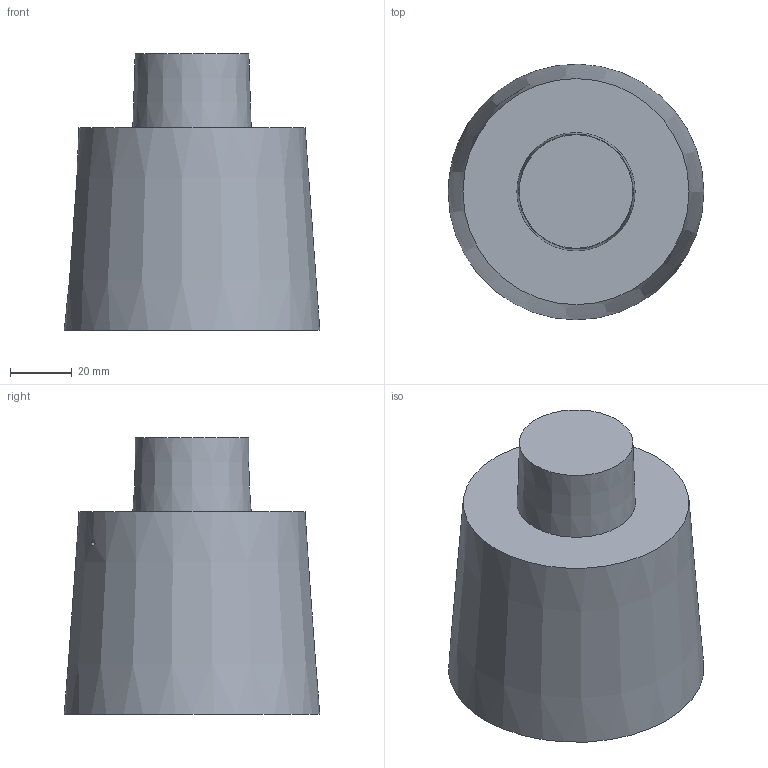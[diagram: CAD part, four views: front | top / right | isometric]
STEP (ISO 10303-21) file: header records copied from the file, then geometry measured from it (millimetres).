
FILE_DESCRIPTION(('Open CASCADE Model'),'2;1');
FILE_NAME('Open CASCADE Shape Model','2025-07-01T18:58:32',('Author'),( 'Open CASCADE'),'Open CASCADE STEP processor 7.5','Open CASCADE 7.5' ,'Unknown');
FILE_SCHEMA(('CONFIG_CONTROL_DESIGN'));
Length unit declared in the file: millimetre
Products named in the file (1): Open CASCADE STEP translator 7.5 29
Bounding box: 83.02 x 83.01 x 89.8 mm (x, y, z)
Volume: 343384.2 mm3; surface area: 28618.9 mm2
Topology: 1 solids, 1 shells, 12 faces, 27 edges, 19 vertices
Faces by surface type: plane 10, cone 2
Entity records: 757 total; most frequent: CARTESIAN_POINT 143, DIRECTION 114, ORIENTED_EDGE 54, PCURVE 54, DEFINITIONAL_REPRESENTATION 54, LINE 49, VECTOR 49, EDGE_CURVE 27
